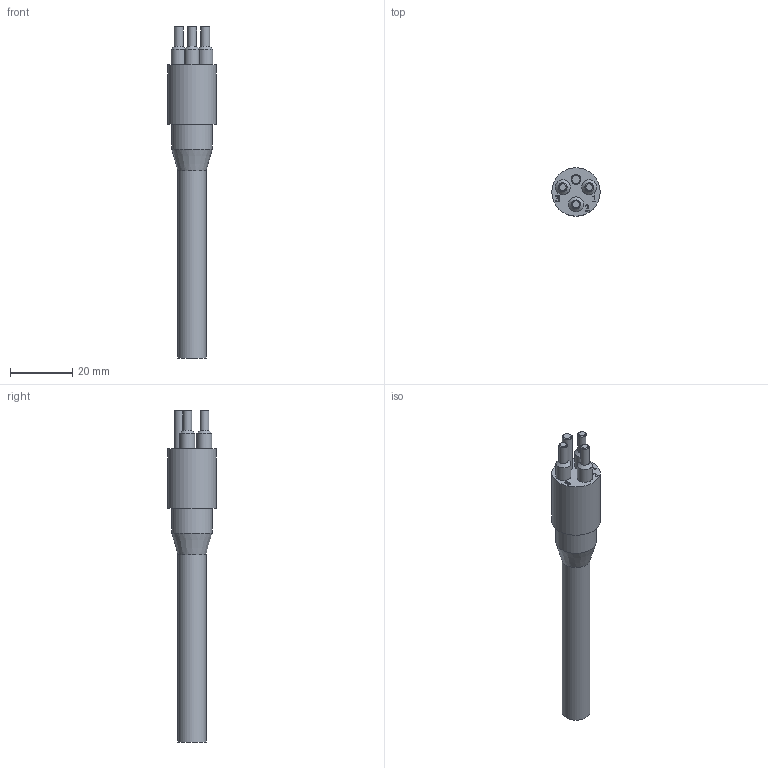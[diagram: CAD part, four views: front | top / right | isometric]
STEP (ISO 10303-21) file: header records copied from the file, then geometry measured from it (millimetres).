
FILE_DESCRIPTION(/* description */ (''),/* implementation_level */ '2;1');
FILE_NAME(/* name */ 'MCIL3M.stp',/* time_stamp */ '2014-11-26T09:14:52+01:00',/* author */ ('sh'),/* organization */ (''),/* preprocessor_version */ 'ST-DEVELOPER v15.2',/* originating_system */ 'Autodesk Inventor 2014',/* authorisation */ '');
FILE_SCHEMA (('AUTOMOTIVE_DESIGN { 1 0 10303 214 3 1 1 }'));
Length unit declared in the file: millimetre
Products named in the file (1): MCIL3M
Bounding box: 15.5 x 15.5 x 106.5 mm (x, y, z)
Volume: 9661.6 mm3; surface area: 4042 mm2
Topology: 1 solids, 1 shells, 83 faces, 209 edges, 136 vertices
Faces by surface type: plane 34, bspline 31, cylinder 10, cone 8
Full cylindrical faces by diameter (mm): 2.8 x3, 3.2 x1, 4.8 x3, 9 x1, 13 x1, 15.5 x1
Entity records: 2683 total; most frequent: CARTESIAN_POINT 903, ORIENTED_EDGE 378, DIRECTION 257, EDGE_CURVE 189, VERTEX_POINT 134, EDGE_LOOP 109, LINE 103, VECTOR 103
